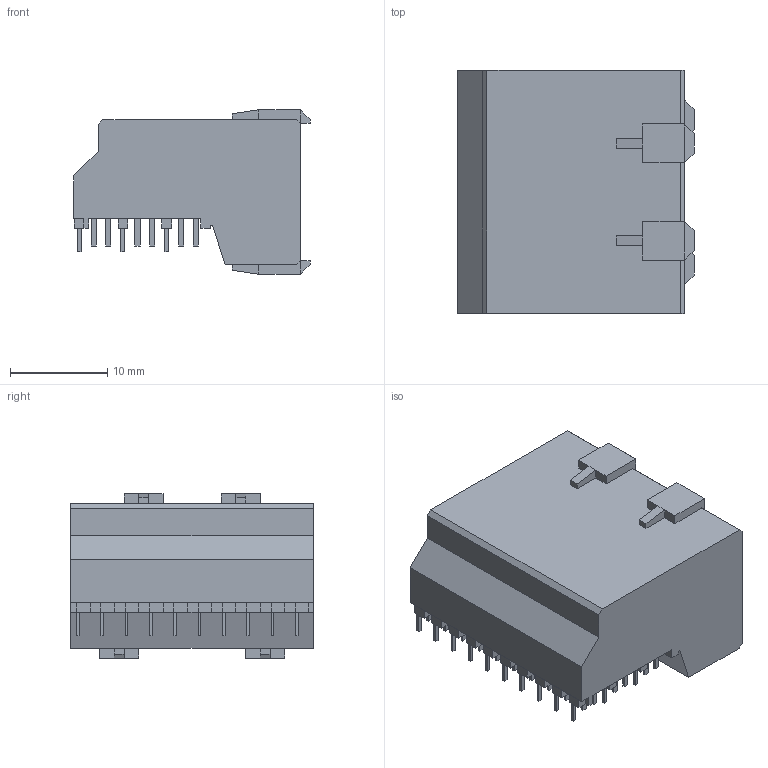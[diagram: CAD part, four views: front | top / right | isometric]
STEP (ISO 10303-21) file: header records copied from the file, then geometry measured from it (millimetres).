
FILE_DESCRIPTION((''),'2;1');
FILE_NAME('ERNI_973028.stp','2012-04-18T13:55:50',(''),(''),'Mechanical Desktop 2011','Mechanical Desktop 2011',', , ');
FILE_SCHEMA(('AUTOMOTIVE_DESIGN { 1 2 10303 214 1 1 1 1 }'));
Length unit declared in the file: millimetre
Products named in the file (1): Product
Bounding box: 24.3 x 24.95 x 16.9 mm (x, y, z)
Volume: 6788.5 mm3; surface area: 3397.6 mm2
Topology: 125 solids, 125 shells, 1013 faces, 2596 edges, 2308 vertices
Faces by surface type: bspline 648, plane 365
Entity records: 29658 total; most frequent: CARTESIAN_POINT 7423, ORIENTED_EDGE 4314, DIRECTION 3328, VECTOR 2596, LINE 2596, EDGE_CURVE 2157, VERTEX_POINT 1430, EDGE_LOOP 1049
